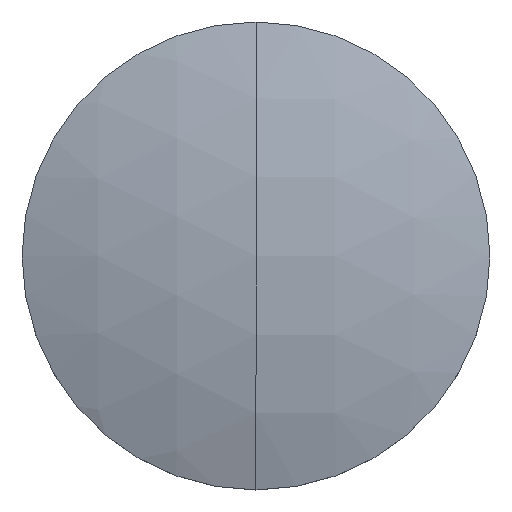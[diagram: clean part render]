
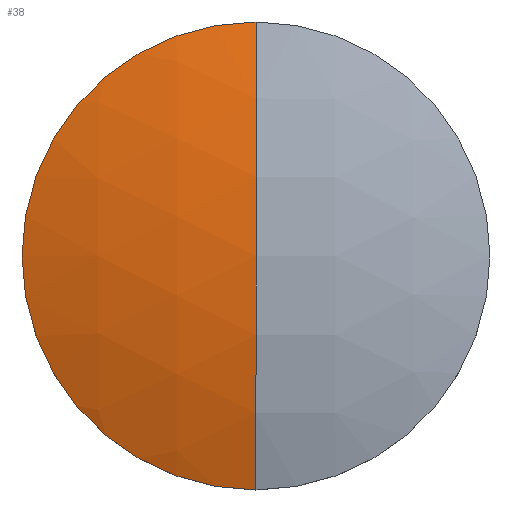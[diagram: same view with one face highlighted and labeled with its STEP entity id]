
A CAD part, top view. The second image highlights one B-rep face of the part: STEP entity #38.
In plain terms, the highlighted spherical face has radius 38.6 mm.
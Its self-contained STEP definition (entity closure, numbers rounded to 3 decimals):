
#29 = VERTEX_POINT ( 'NONE', #198 ) ;
#31 = EDGE_CURVE ( 'NONE', #32, #29, #146, .T. ) ;
#32 = VERTEX_POINT ( 'NONE', #141 ) ;
#38 = ADVANCED_FACE ( 'NONE', ( #129 ), #172, .T. ) ;
#39 = EDGE_LOOP ( 'NONE', ( #40, #43, #46, #49 ) ) ;
#40 = ORIENTED_EDGE ( 'NONE', *, *, #31, .T. ) ;
#43 = ORIENTED_EDGE ( 'NONE', *, *, #44, .T. ) ;
#44 = EDGE_CURVE ( 'NONE', #29, #45, #152, .T. ) ;
#45 = VERTEX_POINT ( 'NONE', #147 ) ;
#46 = ORIENTED_EDGE ( 'NONE', *, *, #47, .T. ) ;
#47 = EDGE_CURVE ( 'NONE', #45, #48, #113, .T. ) ;
#48 = VERTEX_POINT ( 'NONE', #108 ) ;
#49 = ORIENTED_EDGE ( 'NONE', *, *, #50, .F. ) ;
#50 = EDGE_CURVE ( 'NONE', #32, #48, #106, .T. ) ;
#102 = DIRECTION ( 'NONE',  ( 0., 0., -1. ) ) ;
#103 = DIRECTION ( 'NONE',  ( 1., 0., 0. ) ) ;
#104 = CARTESIAN_POINT ( 'NONE',  ( 0., 0., -36.55 ) ) ;
#105 = AXIS2_PLACEMENT_3D ( 'NONE', #104, #103, #102 ) ;
#106 = CIRCLE ( 'NONE', #105, 38.6 ) ;
#108 = CARTESIAN_POINT ( 'NONE',  ( 0., 0., 2.05 ) ) ;
#109 = DIRECTION ( 'NONE',  ( 0., -1., 0. ) ) ;
#110 = DIRECTION ( 'NONE',  ( -1., 0., 0. ) ) ;
#111 = CARTESIAN_POINT ( 'NONE',  ( 0., 0., -36.55 ) ) ;
#112 = AXIS2_PLACEMENT_3D ( 'NONE', #111, #110, #109 ) ;
#113 = CIRCLE ( 'NONE', #112, 38.6 ) ;
#129 = FACE_OUTER_BOUND ( 'NONE', #39, .T. ) ;
#141 = CARTESIAN_POINT ( 'NONE',  ( 0., 12.5, -0.03 ) ) ;
#142 = DIRECTION ( 'NONE',  ( 1., 0., 0. ) ) ;
#143 = DIRECTION ( 'NONE',  ( 0., 0., 1. ) ) ;
#144 = CARTESIAN_POINT ( 'NONE',  ( 0., 0., -0.03 ) ) ;
#145 = AXIS2_PLACEMENT_3D ( 'NONE', #144, #143, #142 ) ;
#146 = CIRCLE ( 'NONE', #145, 12.5 ) ;
#147 = CARTESIAN_POINT ( 'NONE',  ( 0., -12.5, -0.03 ) ) ;
#148 = DIRECTION ( 'NONE',  ( 1., 0., 0. ) ) ;
#149 = DIRECTION ( 'NONE',  ( 0., 0., 1. ) ) ;
#150 = CARTESIAN_POINT ( 'NONE',  ( 0., 0., -0.03 ) ) ;
#151 = AXIS2_PLACEMENT_3D ( 'NONE', #150, #149, #148 ) ;
#152 = CIRCLE ( 'NONE', #151, 12.5 ) ;
#166 = DIRECTION ( 'NONE',  ( 0., 1., 0. ) ) ;
#167 = DIRECTION ( 'NONE',  ( -1., 0., 0. ) ) ;
#168 = CARTESIAN_POINT ( 'NONE',  ( 0., 0., -36.55 ) ) ;
#169 = AXIS2_PLACEMENT_3D ( 'NONE', #168, #167, #166 ) ;
#172 = SPHERICAL_SURFACE ( 'NONE', #169, 38.6 ) ;
#198 = CARTESIAN_POINT ( 'NONE',  ( -12.5, 0., -0.03 ) ) ;
